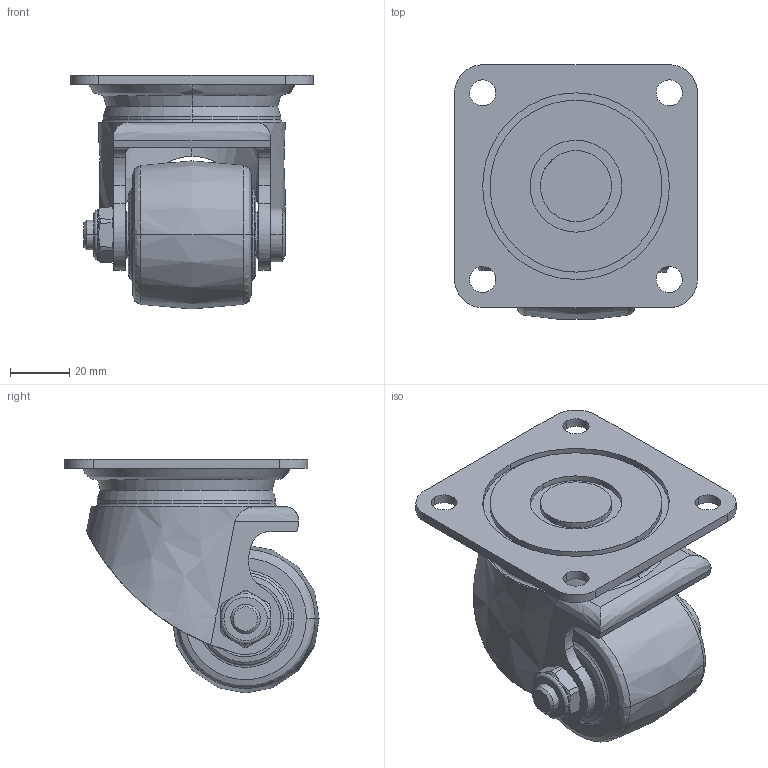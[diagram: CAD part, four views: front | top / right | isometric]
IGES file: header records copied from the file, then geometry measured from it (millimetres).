
Start section: ------------------------------------------------------------------------
Global section: file name: PC003.41276.TCA_540S_BAU50_8604.igs; native system: spGate; preprocessor: ver19.8.4 (****-****-****-****); author: Unknown; organization: Unknown; date: 240425.112526; units: millimetre
Bounding box: 82 x 85.83 x 79 mm (x, y, z)
Volume: 172860.3 mm3; surface area: 48611.1 mm2
Topology: 3 solids, 3 shells, 180 faces, 415 edges, 258 vertices
Faces by surface type: bspline 180
